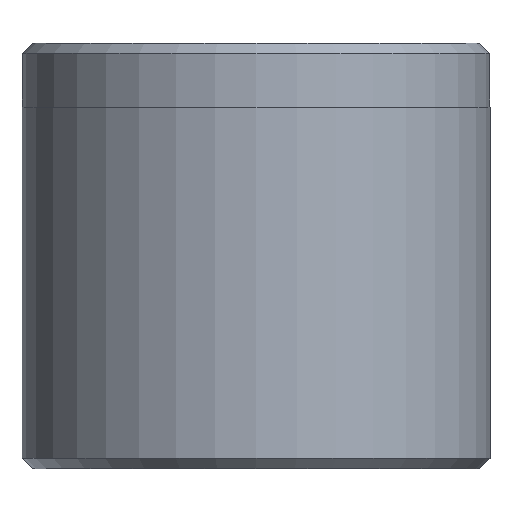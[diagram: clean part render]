
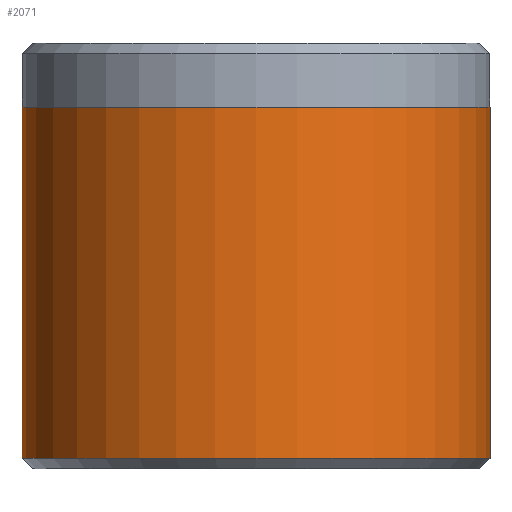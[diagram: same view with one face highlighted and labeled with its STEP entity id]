
A CAD part, front view. The second image highlights one B-rep face of the part: STEP entity #2071.
In plain terms, the highlighted cylindrical face has radius 11 mm (diameter 22 mm), a partial arc.
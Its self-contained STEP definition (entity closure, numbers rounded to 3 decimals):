
#113 = ORIENTED_EDGE ( 'NONE', *, *, #2076, .F. ) ;
#203 = EDGE_CURVE ( 'NONE', #2148, #1929, #762, .T. ) ;
#225 = CIRCLE ( 'NONE', #316, 11. ) ;
#228 = LINE ( 'NONE', #1072, #1710 ) ;
#316 = AXIS2_PLACEMENT_3D ( 'NONE', #684, #1948, #887 ) ;
#334 = CARTESIAN_POINT ( 'NONE',  ( -11., 0., 0.5 ) ) ;
#546 = VERTEX_POINT ( 'NONE', #676 ) ;
#599 = VERTEX_POINT ( 'NONE', #904 ) ;
#663 = EDGE_CURVE ( 'NONE', #546, #1929, #913, .T. ) ;
#676 = CARTESIAN_POINT ( 'NONE',  ( 11., 0., 17. ) ) ;
#684 = CARTESIAN_POINT ( 'NONE',  ( 0., 0., 17. ) ) ;
#702 = AXIS2_PLACEMENT_3D ( 'NONE', #2089, #2084, #2228 ) ;
#762 = CIRCLE ( 'NONE', #1194, 11. ) ;
#887 = DIRECTION ( 'NONE',  ( 1., 0., 0. ) ) ;
#904 = CARTESIAN_POINT ( 'NONE',  ( -11., 0., 17. ) ) ;
#913 = LINE ( 'NONE', #2253, #1300 ) ;
#1072 = CARTESIAN_POINT ( 'NONE',  ( -11., 0., 20. ) ) ;
#1100 = DIRECTION ( 'NONE',  ( 0., 0., -1. ) ) ;
#1115 = ORIENTED_EDGE ( 'NONE', *, *, #203, .T. ) ;
#1194 = AXIS2_PLACEMENT_3D ( 'NONE', #1743, #1695, #1689 ) ;
#1225 = EDGE_CURVE ( 'NONE', #599, #2148, #228, .T. ) ;
#1300 = VECTOR ( 'NONE', #1100, 1000. ) ;
#1379 = EDGE_LOOP ( 'NONE', ( #2295, #113, #1613, #1115 ) ) ;
#1613 = ORIENTED_EDGE ( 'NONE', *, *, #1225, .T. ) ;
#1689 = DIRECTION ( 'NONE',  ( 1., 0., 0. ) ) ;
#1695 = DIRECTION ( 'NONE',  ( 0., 0., 1. ) ) ;
#1710 = VECTOR ( 'NONE', #2100, 1000. ) ;
#1743 = CARTESIAN_POINT ( 'NONE',  ( 0., 0., 0.5 ) ) ;
#1767 = CARTESIAN_POINT ( 'NONE',  ( 11., 0., 0.5 ) ) ;
#1929 = VERTEX_POINT ( 'NONE', #1767 ) ;
#1948 = DIRECTION ( 'NONE',  ( 0., 0., 1. ) ) ;
#2071 = ADVANCED_FACE ( 'NONE', ( #2139 ), #2097, .T. ) ;
#2076 = EDGE_CURVE ( 'NONE', #599, #546, #225, .T. ) ;
#2084 = DIRECTION ( 'NONE',  ( 0., 0., -1. ) ) ;
#2089 = CARTESIAN_POINT ( 'NONE',  ( 0., 0., 20. ) ) ;
#2097 = CYLINDRICAL_SURFACE ( 'NONE', #702, 11. ) ;
#2100 = DIRECTION ( 'NONE',  ( 0., 0., -1. ) ) ;
#2139 = FACE_OUTER_BOUND ( 'NONE', #1379, .T. ) ;
#2148 = VERTEX_POINT ( 'NONE', #334 ) ;
#2228 = DIRECTION ( 'NONE',  ( -1., 0., 0. ) ) ;
#2253 = CARTESIAN_POINT ( 'NONE',  ( 11., 0., 20. ) ) ;
#2295 = ORIENTED_EDGE ( 'NONE', *, *, #663, .F. ) ;
